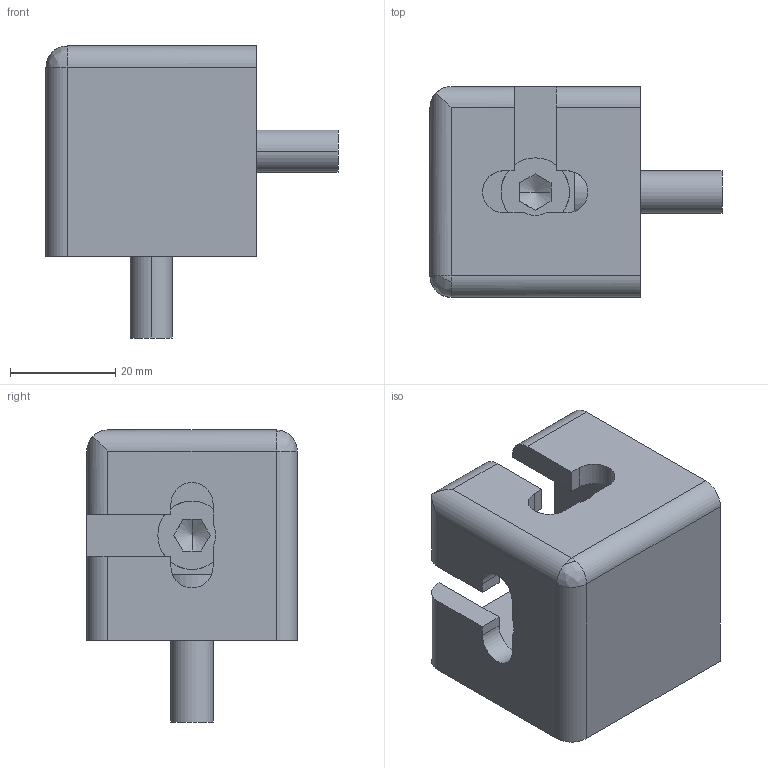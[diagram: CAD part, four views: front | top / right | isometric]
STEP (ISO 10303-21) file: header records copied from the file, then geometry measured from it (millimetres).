
FILE_DESCRIPTION (( 'STEP AP214' ), '1' );
FILE_NAME ('7128057', '2019-02-04T10:14:10', ( '' ), ('JUGARD+KÜNSTNER GmbH'), 'SwSTEP 2.0', 'SolidWorks 2017', '' );
FILE_SCHEMA (( 'AUTOMOTIVE_DESIGN' ));
Length unit declared in the file: millimetre
Products named in the file (1): 7128057_CNAJF00
Bounding box: 55.5 x 40 x 55.5 mm (x, y, z)
Volume: 28134.7 mm3; surface area: 14353.6 mm2
Topology: 1 solids, 1 shells, 83 faces, 242 edges, 157 vertices
Faces by surface type: plane 53, cylinder 24, cone 4, bspline 2
Entity records: 3132 total; most frequent: CARTESIAN_POINT 606, ORIENTED_EDGE 476, DIRECTION 435, EDGE_CURVE 238, LINE 167, VECTOR 167, VERTEX_POINT 157, AXIS2_PLACEMENT_3D 134
